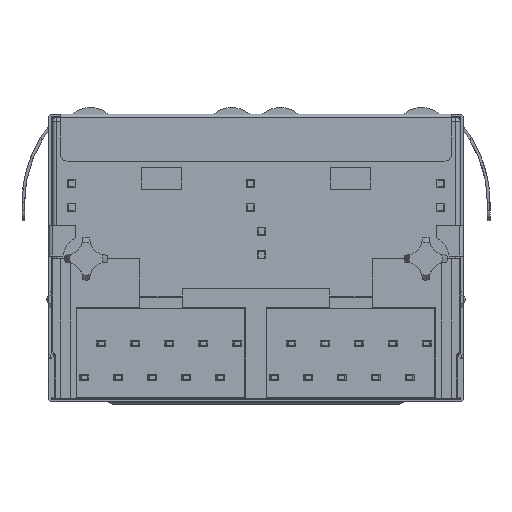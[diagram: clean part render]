
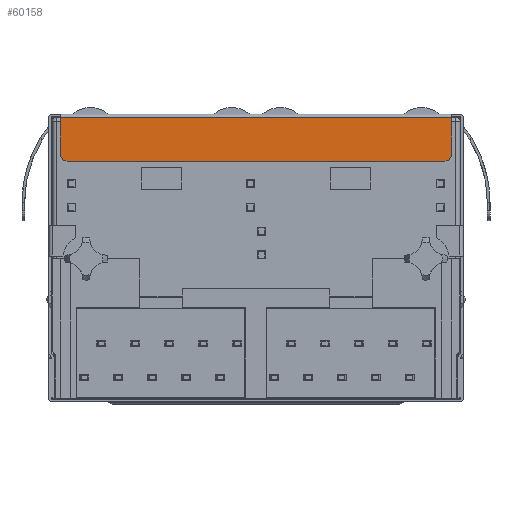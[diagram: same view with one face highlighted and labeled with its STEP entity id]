
A CAD part, front view. The second image highlights one B-rep face of the part: STEP entity #60158.
In plain terms, the highlighted planar face has unit normal (0, -1, 0).
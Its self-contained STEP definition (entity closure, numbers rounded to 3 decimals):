
#1266=CIRCLE('',#62967,0.5);
#1268=CIRCLE('',#62971,0.5);
#11008=ORIENTED_EDGE('',*,*,#19694,.T.);
#11009=ORIENTED_EDGE('',*,*,#19695,.T.);
#11010=ORIENTED_EDGE('',*,*,#19696,.T.);
#11011=ORIENTED_EDGE('',*,*,#19687,.F.);
#11012=ORIENTED_EDGE('',*,*,#19681,.T.);
#11013=ORIENTED_EDGE('',*,*,#19693,.F.);
#19681=EDGE_CURVE('',#24461,#24462,#29670,.T.);
#19687=EDGE_CURVE('',#24461,#24466,#1266,.T.);
#19693=EDGE_CURVE('',#24470,#24462,#1268,.T.);
#19694=EDGE_CURVE('',#24470,#24471,#29679,.T.);
#19695=EDGE_CURVE('',#24471,#24472,#29680,.T.);
#19696=EDGE_CURVE('',#24472,#24466,#29681,.T.);
#24461=VERTEX_POINT('',#87013);
#24462=VERTEX_POINT('',#87014);
#24466=VERTEX_POINT('',#87023);
#24470=VERTEX_POINT('',#87036);
#24471=VERTEX_POINT('',#87040);
#24472=VERTEX_POINT('',#87042);
#29670=LINE('',#87012,#35161);
#29679=LINE('',#87039,#35170);
#29680=LINE('',#87041,#35171);
#29681=LINE('',#87043,#35172);
#35161=VECTOR('',#72741,1000.);
#35170=VECTOR('',#72766,1000.);
#35171=VECTOR('',#72767,1000.);
#35172=VECTOR('',#72768,1000.);
#38060=EDGE_LOOP('',(#11008,#11009,#11010,#11011,#11012,#11013));
#40459=FACE_BOUND('',#38060,.T.);
#42403=PLANE('',#62972);
#60158=ADVANCED_FACE('',(#40459),#42403,.F.);
#62967=AXIS2_PLACEMENT_3D('',#87025,#72750,#72751);
#62971=AXIS2_PLACEMENT_3D('',#87037,#72762,#72763);
#62972=AXIS2_PLACEMENT_3D('',#87038,#72764,#72765);
#72741=DIRECTION('',(1.,0.,0.));
#72750=DIRECTION('',(0.,1.,0.));
#72751=DIRECTION('',(0.,0.,-1.));
#72762=DIRECTION('',(0.,1.,0.));
#72763=DIRECTION('',(1.,0.,0.));
#72764=DIRECTION('',(0.,1.,0.));
#72765=DIRECTION('',(-1.,0.,0.));
#72766=DIRECTION('',(0.,0.,1.));
#72767=DIRECTION('',(-1.,0.,0.));
#72768=DIRECTION('',(0.,0.,-1.));
#87012=CARTESIAN_POINT('',(-14.125,-13.,-3.5));
#87013=CARTESIAN_POINT('',(-14.125,-13.,-3.5));
#87014=CARTESIAN_POINT('',(14.125,-13.,-3.5));
#87023=CARTESIAN_POINT('',(-14.625,-13.,-3.));
#87025=CARTESIAN_POINT('',(-14.125,-13.,-3.));
#87036=CARTESIAN_POINT('',(14.625,-13.,-3.));
#87037=CARTESIAN_POINT('',(14.125,-13.,-3.));
#87038=CARTESIAN_POINT('',(0.,-13.,-1.875));
#87039=CARTESIAN_POINT('',(14.625,-13.,-3.));
#87040=CARTESIAN_POINT('',(14.625,-13.,-0.25));
#87041=CARTESIAN_POINT('',(14.625,-13.,-0.25));
#87042=CARTESIAN_POINT('',(-14.625,-13.,-0.25));
#87043=CARTESIAN_POINT('',(-14.625,-13.,-0.25));
